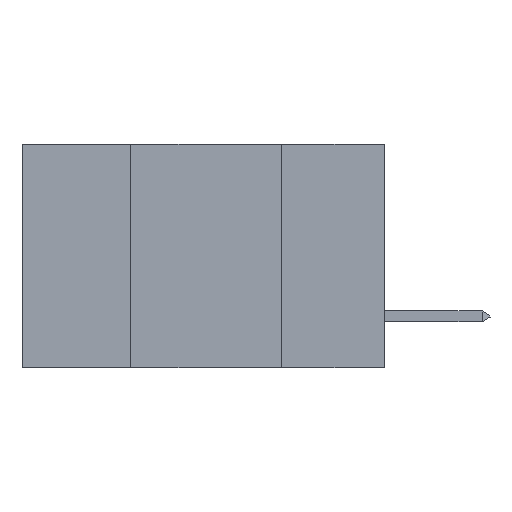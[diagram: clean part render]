
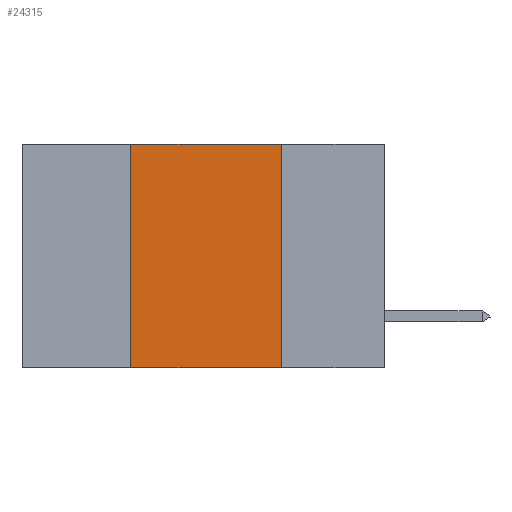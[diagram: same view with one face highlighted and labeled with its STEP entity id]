
A CAD part, left-side view. The second image highlights one B-rep face of the part: STEP entity #24315.
In plain terms, the highlighted planar face has unit normal (-1, 0, 0).
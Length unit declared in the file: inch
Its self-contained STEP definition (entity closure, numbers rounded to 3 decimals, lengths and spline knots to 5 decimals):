
#563 = DIRECTION ( 'NONE',  ( 0., 0., 1. ) ) ;
#2014 = CARTESIAN_POINT ( 'NONE',  ( 0., 0.6, -0.37 ) ) ;
#4000 = AXIS2_PLACEMENT_3D ( 'NONE', #4057, #30557, #7127 ) ;
#4042 = VECTOR ( 'NONE', #24771, 39.37008 ) ;
#4057 = CARTESIAN_POINT ( 'NONE',  ( 0., 0.6, 0. ) ) ;
#5412 = VECTOR ( 'NONE', #34740, 39.37008 ) ;
#7127 = DIRECTION ( 'NONE',  ( 0., 0., -1. ) ) ;
#7774 = FACE_OUTER_BOUND ( 'NONE', #35703, .T. ) ;
#10696 = ORIENTED_EDGE ( 'NONE', *, *, #41755, .T. ) ;
#11757 = CARTESIAN_POINT ( 'NONE',  ( 0., 0.42, 0. ) ) ;
#12991 = ORIENTED_EDGE ( 'NONE', *, *, #19183, .F. ) ;
#13367 = VERTEX_POINT ( 'NONE', #11757 ) ;
#14498 = DIRECTION ( 'NONE',  ( 0., -1., 0. ) ) ;
#15654 = VECTOR ( 'NONE', #563, 39.37008 ) ;
#15852 = PLANE ( 'NONE',  #4000 ) ;
#17231 = EDGE_CURVE ( 'NONE', #29480, #13367, #26510, .T. ) ;
#18364 = CARTESIAN_POINT ( 'NONE',  ( 0., 0.17, -0.37 ) ) ;
#19183 = EDGE_CURVE ( 'NONE', #26521, #40454, #32561, .T. ) ;
#20409 = CARTESIAN_POINT ( 'NONE',  ( 0., 0.42, 0. ) ) ;
#23389 = ORIENTED_EDGE ( 'NONE', *, *, #17231, .F. ) ;
#24315 = ADVANCED_FACE ( 'NONE', ( #7774 ), #15852, .F. ) ;
#24632 = CARTESIAN_POINT ( 'NONE',  ( 0., 0.17, 0. ) ) ;
#24771 = DIRECTION ( 'NONE',  ( 0., 0., -1. ) ) ;
#25066 = ORIENTED_EDGE ( 'NONE', *, *, #32820, .F. ) ;
#26510 = LINE ( 'NONE', #20409, #15654 ) ;
#26521 = VERTEX_POINT ( 'NONE', #29202 ) ;
#28005 = CARTESIAN_POINT ( 'NONE',  ( 0., 0.42, -0.37 ) ) ;
#29202 = CARTESIAN_POINT ( 'NONE',  ( 0., 0.17, 0. ) ) ;
#29480 = VERTEX_POINT ( 'NONE', #28005 ) ;
#29757 = LINE ( 'NONE', #2014, #5412 ) ;
#30258 = LINE ( 'NONE', #40828, #37477 ) ;
#30557 = DIRECTION ( 'NONE',  ( 1., 0., 0. ) ) ;
#32561 = LINE ( 'NONE', #24632, #4042 ) ;
#32820 = EDGE_CURVE ( 'NONE', #13367, #26521, #30258, .T. ) ;
#34740 = DIRECTION ( 'NONE',  ( 0., -1., 0. ) ) ;
#35703 = EDGE_LOOP ( 'NONE', ( #12991, #25066, #23389, #10696 ) ) ;
#37477 = VECTOR ( 'NONE', #14498, 39.37008 ) ;
#40454 = VERTEX_POINT ( 'NONE', #18364 ) ;
#40828 = CARTESIAN_POINT ( 'NONE',  ( 0., 0.6, 0. ) ) ;
#41755 = EDGE_CURVE ( 'NONE', #29480, #40454, #29757, .T. ) ;
